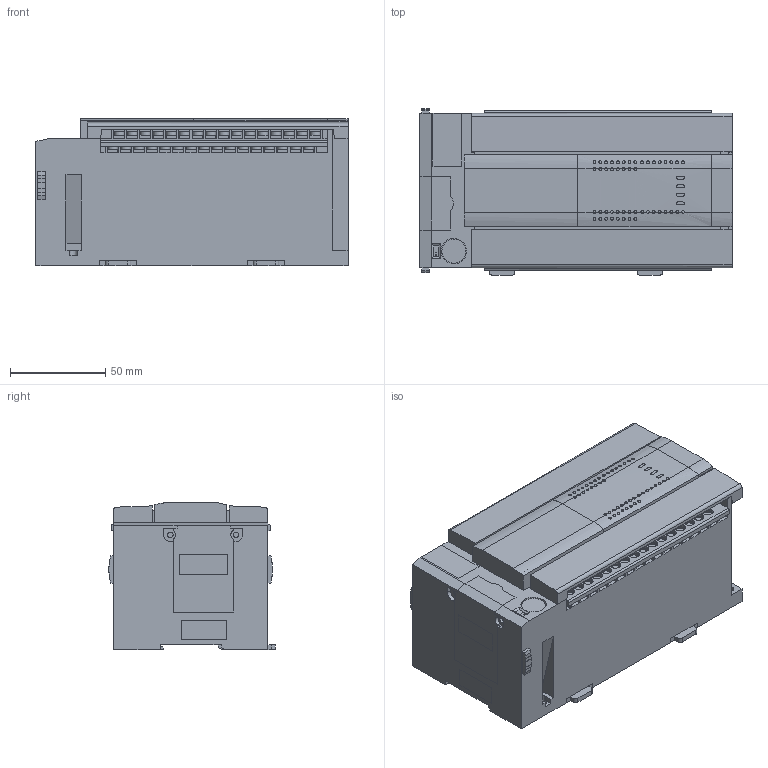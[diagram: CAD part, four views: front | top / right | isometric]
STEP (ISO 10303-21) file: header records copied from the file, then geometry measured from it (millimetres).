
FILE_DESCRIPTION(('FreeCAD Model'),'2;1');
FILE_NAME('Open CASCADE Shape Model','2025-05-09T15:20:11',('FreeCAD'),( 'FreeCAD'),'Open CASCADE STEP processor 7.6','FreeCAD','Unknown');
FILE_SCHEMA(('AUTOMOTIVE_DESIGN { 1 0 10303 214 1 1 1 1 }'));
Products named in the file (1): Open CASCADE STEP translator 7.6 1
Bounding box: 164 x 87.52 x 77.49 mm (x, y, z)
Volume: 917610.9 mm3; surface area: 120026.2 mm2
Topology: 15 solids, 15 shells, 1517 faces, 4392 edges, 3006 vertices
Faces by surface type: bspline 1517
Entity records: 53298 total; most frequent: CARTESIAN_POINT 27189, ORIENTED_EDGE 8784, EDGE_CURVE 4392, B_SPLINE_CURVE_WITH_KNOTS 3742, VERTEX_POINT 3006, FACE_BOUND 1696, EDGE_LOOP 1696, ADVANCED_FACE 1517
